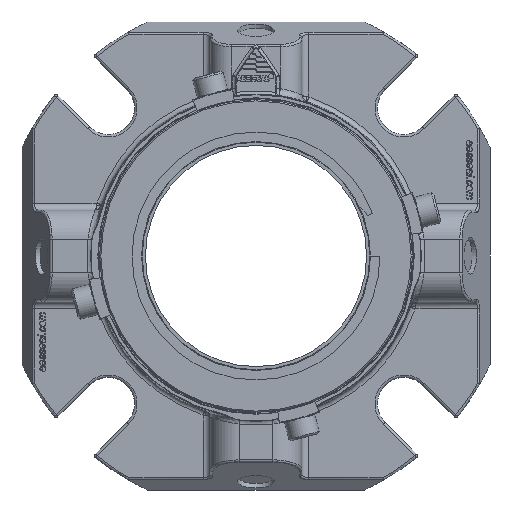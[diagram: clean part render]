
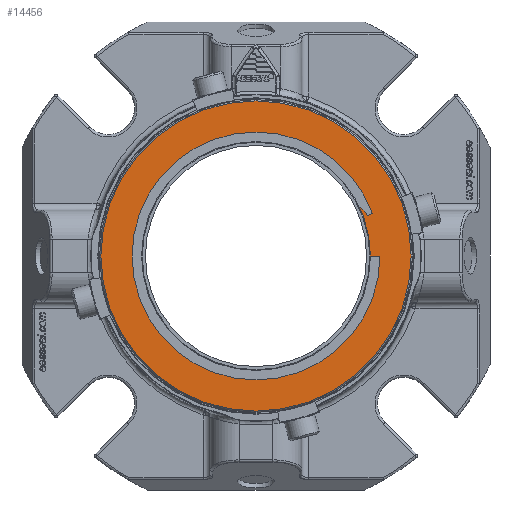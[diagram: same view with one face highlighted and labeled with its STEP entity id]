
A CAD part, left-side view. The second image highlights one B-rep face of the part: STEP entity #14456.
In plain terms, the highlighted planar face has unit normal (-1, 0, 0).
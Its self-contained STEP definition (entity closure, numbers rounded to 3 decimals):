
#1028=LINE('',#20666,#1966);
#1031=LINE('',#20674,#1969);
#1966=VECTOR('',#16869,1000.);
#1969=VECTOR('',#16878,1000.);
#2933=PLANE('',#15423);
#3243=ORIENTED_EDGE('',*,*,#7742,.F.);
#3244=ORIENTED_EDGE('',*,*,#7740,.F.);
#3245=ORIENTED_EDGE('',*,*,#7738,.T.);
#3246=ORIENTED_EDGE('',*,*,#7736,.T.);
#3247=ORIENTED_EDGE('',*,*,#7735,.T.);
#3248=ORIENTED_EDGE('',*,*,#7756,.T.);
#7735=EDGE_CURVE('',#10002,#10003,#11428,.F.);
#7736=EDGE_CURVE('',#10004,#10002,#11429,.T.);
#7738=EDGE_CURVE('',#10005,#10004,#1028,.T.);
#7740=EDGE_CURVE('',#10005,#10006,#11430,.T.);
#7742=EDGE_CURVE('',#10006,#10003,#1031,.T.);
#7756=EDGE_CURVE('',#10020,#10020,#11444,.T.);
#10002=VERTEX_POINT('',#20657);
#10003=VERTEX_POINT('',#20659);
#10004=VERTEX_POINT('',#20663);
#10005=VERTEX_POINT('',#20667);
#10006=VERTEX_POINT('',#20671);
#10020=VERTEX_POINT('',#20715);
#11428=CIRCLE('',#15391,46.825);
#11429=CIRCLE('',#15393,6.35);
#11430=CIRCLE('',#15396,51.6);
#11444=CIRCLE('',#15424,64.58);
#12165=EDGE_LOOP('',(#3243,#3244,#3245,#3246,#3247));
#12166=EDGE_LOOP('',(#3248));
#13183=FACE_BOUND('',#12165,.T.);
#13184=FACE_BOUND('',#12166,.T.);
#14456=ADVANCED_FACE('',(#13183,#13184),#2933,.T.);
#15391=AXIS2_PLACEMENT_3D('',#20660,#16860,#16861);
#15393=AXIS2_PLACEMENT_3D('',#20662,#16864,#16865);
#15396=AXIS2_PLACEMENT_3D('',#20670,#16873,#16874);
#15423=AXIS2_PLACEMENT_3D('',#20713,#16929,#16930);
#15424=AXIS2_PLACEMENT_3D('',#20714,#16931,#16932);
#16860=DIRECTION('',(-1.,0.,0.));
#16861=DIRECTION('',(0.,-1.,0.));
#16864=DIRECTION('',(-1.,0.,0.));
#16865=DIRECTION('',(0.,-1.,0.));
#16869=DIRECTION('',(0.,0.94,-0.342));
#16873=DIRECTION('',(-1.,0.,0.));
#16874=DIRECTION('',(0.,-1.,0.));
#16878=DIRECTION('',(0.,1.,0.));
#16929=DIRECTION('',(-1.,0.,0.));
#16930=DIRECTION('',(0.,-0.866,0.5));
#16931=DIRECTION('',(-1.,0.,0.));
#16932=DIRECTION('',(0.,-0.866,0.5));
#20657=CARTESIAN_POINT('',(-71.044,-41.96,20.783));
#20659=CARTESIAN_POINT('',(-71.044,-46.825,0.));
#20660=CARTESIAN_POINT('',(-71.044,0.,0.));
#20662=CARTESIAN_POINT('',(-71.044,-40.278,14.66));
#20663=CARTESIAN_POINT('',(-71.044,-46.245,16.832));
#20666=CARTESIAN_POINT('',(-71.044,0.,0.));
#20667=CARTESIAN_POINT('',(-71.044,-48.488,17.648));
#20670=CARTESIAN_POINT('',(-71.044,0.,0.));
#20671=CARTESIAN_POINT('',(-71.044,-51.6,0.));
#20674=CARTESIAN_POINT('',(-71.044,0.,0.));
#20713=CARTESIAN_POINT('',(-71.044,56.367,-32.544));
#20714=CARTESIAN_POINT('',(-71.044,0.,0.));
#20715=CARTESIAN_POINT('',(-71.044,-55.927,32.29));
